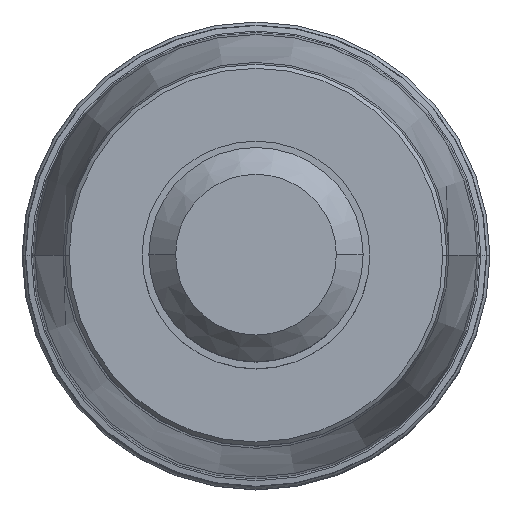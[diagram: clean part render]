
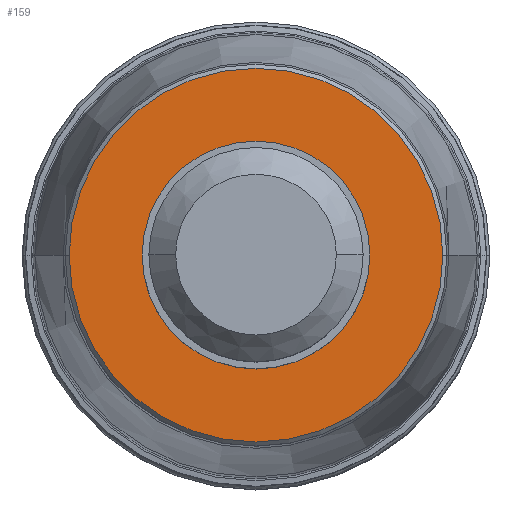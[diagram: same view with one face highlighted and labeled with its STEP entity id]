
A CAD part, top view. The second image highlights one B-rep face of the part: STEP entity #159.
In plain terms, the highlighted planar face has unit normal (0, 0, 1).
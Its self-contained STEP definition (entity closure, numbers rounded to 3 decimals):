
#28=PLANE('',#1442);
#33=FACE_BOUND('',#332,.T.);
#34=FACE_BOUND('',#333,.T.);
#159=ADVANCED_FACE('',(#33,#34),#28,.F.);
#332=EDGE_LOOP('',(#538,#539,#540,#541));
#333=EDGE_LOOP('',(#542,#543));
#538=ORIENTED_EDGE('',*,*,#908,.F.);
#539=ORIENTED_EDGE('',*,*,#909,.F.);
#540=ORIENTED_EDGE('',*,*,#907,.F.);
#541=ORIENTED_EDGE('',*,*,#906,.F.);
#542=ORIENTED_EDGE('',*,*,#910,.F.);
#543=ORIENTED_EDGE('',*,*,#911,.F.);
#766=VERTEX_POINT('',#3217);
#767=VERTEX_POINT('',#3219);
#768=VERTEX_POINT('',#3221);
#769=VERTEX_POINT('',#3225);
#770=VERTEX_POINT('',#3228);
#771=VERTEX_POINT('',#3229);
#906=EDGE_CURVE('',#767,#768,#1100,.T.);
#907=EDGE_CURVE('',#768,#766,#1101,.T.);
#908=EDGE_CURVE('',#769,#767,#1102,.T.);
#909=EDGE_CURVE('',#766,#769,#1103,.T.);
#910=EDGE_CURVE('',#770,#771,#1104,.T.);
#911=EDGE_CURVE('',#771,#770,#1105,.T.);
#1100=CIRCLE('',#1435,13.95);
#1101=CIRCLE('',#1436,13.95);
#1102=CIRCLE('',#1438,13.95);
#1103=CIRCLE('',#1439,13.95);
#1104=CIRCLE('',#1440,8.5);
#1105=CIRCLE('',#1441,8.5);
#1435=AXIS2_PLACEMENT_3D('',#3220,#1750,#1751);
#1436=AXIS2_PLACEMENT_3D('',#3222,#1752,#1753);
#1438=AXIS2_PLACEMENT_3D('',#3224,#1756,#1757);
#1439=AXIS2_PLACEMENT_3D('',#3226,#1758,#1759);
#1440=AXIS2_PLACEMENT_3D('',#3227,#1760,#1761);
#1441=AXIS2_PLACEMENT_3D('',#3230,#1762,#1763);
#1442=AXIS2_PLACEMENT_3D('',#3231,#1764,#1765);
#1750=DIRECTION('',(0.,0.,-1.));
#1751=DIRECTION('',(1.,0.,0.));
#1752=DIRECTION('',(0.,0.,-1.));
#1753=DIRECTION('',(0.,-1.,0.));
#1756=DIRECTION('',(0.,0.,-1.));
#1757=DIRECTION('',(0.,1.,0.));
#1758=DIRECTION('',(0.,0.,-1.));
#1759=DIRECTION('',(-1.,0.,0.));
#1760=DIRECTION('',(0.,0.,1.));
#1761=DIRECTION('',(1.,0.,0.));
#1762=DIRECTION('',(0.,0.,1.));
#1763=DIRECTION('',(-1.,0.,0.));
#1764=DIRECTION('',(0.,0.,-1.));
#1765=DIRECTION('',(-1.,0.,0.));
#3217=CARTESIAN_POINT('',(-13.95,0.,0.));
#3219=CARTESIAN_POINT('',(13.95,0.,0.));
#3220=CARTESIAN_POINT('',(0.,0.,0.));
#3221=CARTESIAN_POINT('',(0.,-13.95,0.));
#3222=CARTESIAN_POINT('',(0.,0.,0.));
#3224=CARTESIAN_POINT('',(0.,0.,0.));
#3225=CARTESIAN_POINT('',(0.,13.95,0.));
#3226=CARTESIAN_POINT('',(0.,0.,0.));
#3227=CARTESIAN_POINT('',(0.,0.,0.));
#3228=CARTESIAN_POINT('',(8.5,0.,0.));
#3229=CARTESIAN_POINT('',(-8.5,0.,0.));
#3230=CARTESIAN_POINT('',(0.,0.,0.));
#3231=CARTESIAN_POINT('',(0.,0.,0.));
